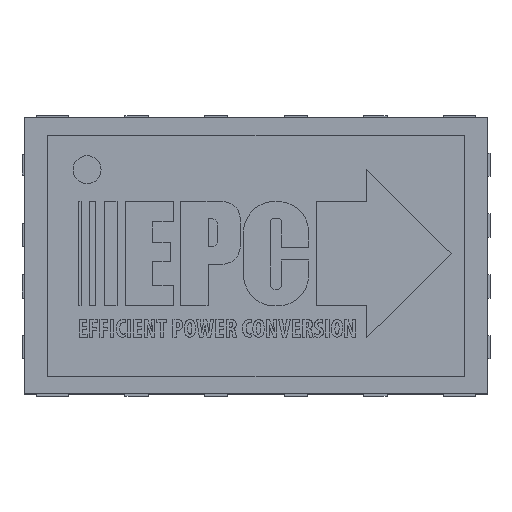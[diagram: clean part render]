
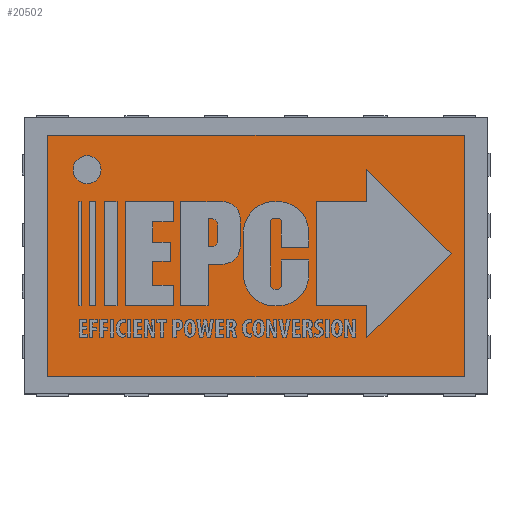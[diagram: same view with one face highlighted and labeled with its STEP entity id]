
A CAD part, top view. The second image highlights one B-rep face of the part: STEP entity #20502.
In plain terms, the highlighted planar face has unit normal (0, 0, 1).
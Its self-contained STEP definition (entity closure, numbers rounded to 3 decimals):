
#20373 = VERTEX_POINT('',#20374);
#20374 = CARTESIAN_POINT('',(2.225,-1.29,0.55));
#20380 = EDGE_CURVE('',#20373,#20381,#20383,.T.);
#20381 = VERTEX_POINT('',#20382);
#20382 = CARTESIAN_POINT('',(-2.225,-1.29,0.55));
#20383 = LINE('',#20384,#20385);
#20384 = CARTESIAN_POINT('',(2.225,-1.29,0.55));
#20385 = VECTOR('',#20386,1.);
#20386 = DIRECTION('',(-1.,0.,0.));
#20411 = EDGE_CURVE('',#20381,#20412,#20414,.T.);
#20412 = VERTEX_POINT('',#20413);
#20413 = CARTESIAN_POINT('',(-2.225,1.29,0.55));
#20414 = LINE('',#20415,#20416);
#20415 = CARTESIAN_POINT('',(-2.225,-1.29,0.55));
#20416 = VECTOR('',#20417,1.);
#20417 = DIRECTION('',(0.,1.,0.));
#20442 = EDGE_CURVE('',#20412,#20443,#20445,.T.);
#20443 = VERTEX_POINT('',#20444);
#20444 = CARTESIAN_POINT('',(2.225,1.29,0.55));
#20445 = LINE('',#20446,#20447);
#20446 = CARTESIAN_POINT('',(-2.225,1.29,0.55));
#20447 = VECTOR('',#20448,1.);
#20448 = DIRECTION('',(1.,0.,0.));
#20473 = EDGE_CURVE('',#20443,#20373,#20474,.T.);
#20474 = LINE('',#20475,#20476);
#20475 = CARTESIAN_POINT('',(2.225,1.29,0.55));
#20476 = VECTOR('',#20477,1.);
#20477 = DIRECTION('',(0.,-1.,0.));
#20502 = ADVANCED_FACE('',(#20503),#20509,.T.);
#20503 = FACE_BOUND('',#20504,.F.);
#20504 = EDGE_LOOP('',(#20505,#20506,#20507,#20508));
#20505 = ORIENTED_EDGE('',*,*,#20380,.T.);
#20506 = ORIENTED_EDGE('',*,*,#20411,.T.);
#20507 = ORIENTED_EDGE('',*,*,#20442,.T.);
#20508 = ORIENTED_EDGE('',*,*,#20473,.T.);
#20509 = PLANE('',#20510);
#20510 = AXIS2_PLACEMENT_3D('',#20511,#20512,#20513);
#20511 = CARTESIAN_POINT('',(2.225,-1.29,0.55));
#20512 = DIRECTION('',(0.,0.,1.));
#20513 = DIRECTION('',(1.,0.,-0.));
